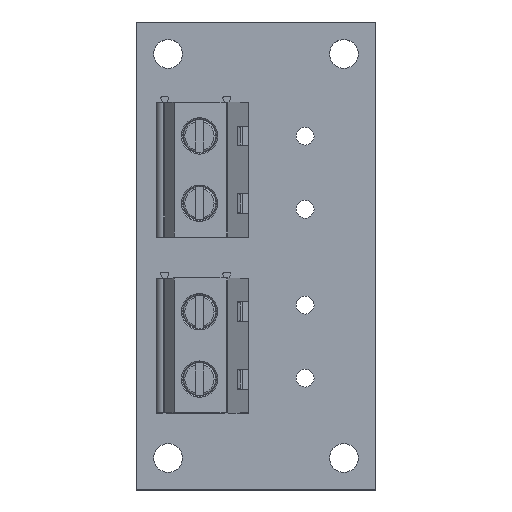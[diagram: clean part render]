
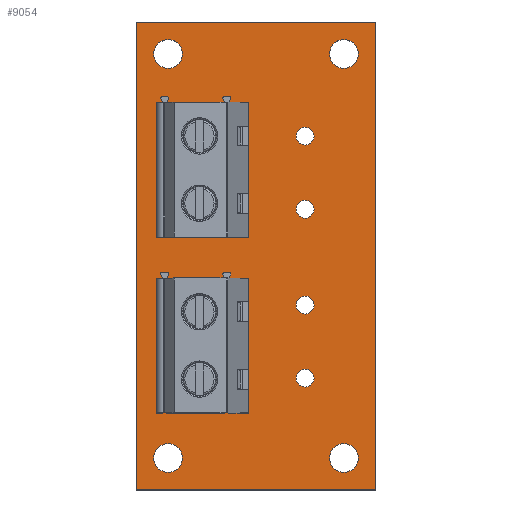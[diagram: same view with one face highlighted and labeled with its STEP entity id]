
A CAD part, top view. The second image highlights one B-rep face of the part: STEP entity #9054.
In plain terms, the highlighted planar face has unit normal (0, 0, 1).
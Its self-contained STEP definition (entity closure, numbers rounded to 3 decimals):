
#8810 = VERTEX_POINT('',#8811);
#8811 = CARTESIAN_POINT('',(13.335,-26.035,1.51));
#8817 = EDGE_CURVE('',#8810,#8818,#8820,.T.);
#8818 = VERTEX_POINT('',#8819);
#8819 = CARTESIAN_POINT('',(-13.335,-26.035,1.51));
#8820 = LINE('',#8821,#8822);
#8821 = CARTESIAN_POINT('',(13.335,-26.035,1.51));
#8822 = VECTOR('',#8823,1.);
#8823 = DIRECTION('',(-1.,0.,0.));
#8850 = VERTEX_POINT('',#8851);
#8851 = CARTESIAN_POINT('',(13.335,26.035,1.51));
#8857 = EDGE_CURVE('',#8850,#8810,#8858,.T.);
#8858 = LINE('',#8859,#8860);
#8859 = CARTESIAN_POINT('',(13.335,26.035,1.51));
#8860 = VECTOR('',#8861,1.);
#8861 = DIRECTION('',(0.,-1.,0.));
#8879 = EDGE_CURVE('',#8818,#8880,#8882,.T.);
#8880 = VERTEX_POINT('',#8881);
#8881 = CARTESIAN_POINT('',(-13.335,26.035,1.51));
#8882 = LINE('',#8883,#8884);
#8883 = CARTESIAN_POINT('',(-13.335,-26.035,1.51));
#8884 = VECTOR('',#8885,1.);
#8885 = DIRECTION('',(0.,1.,0.));
#9054 = ADVANCED_FACE('',(#9055,#9066,#9077,#9088,#9099,#9110,#9121,
    #9132,#9143,#9154,#9165,#9176,#9187),#9198,.T.);
#9055 = FACE_BOUND('',#9056,.T.);
#9056 = EDGE_LOOP('',(#9057,#9058,#9059,#9065));
#9057 = ORIENTED_EDGE('',*,*,#8817,.F.);
#9058 = ORIENTED_EDGE('',*,*,#8857,.F.);
#9059 = ORIENTED_EDGE('',*,*,#9060,.F.);
#9060 = EDGE_CURVE('',#8880,#8850,#9061,.T.);
#9061 = LINE('',#9062,#9063);
#9062 = CARTESIAN_POINT('',(-13.335,26.035,1.51));
#9063 = VECTOR('',#9064,1.);
#9064 = DIRECTION('',(1.,0.,0.));
#9065 = ORIENTED_EDGE('',*,*,#8879,.F.);
#9066 = FACE_BOUND('',#9067,.T.);
#9067 = EDGE_LOOP('',(#9068));
#9068 = ORIENTED_EDGE('',*,*,#9069,.T.);
#9069 = EDGE_CURVE('',#9070,#9070,#9072,.T.);
#9070 = VERTEX_POINT('',#9071);
#9071 = CARTESIAN_POINT('',(-9.779,-24.079,1.51));
#9072 = CIRCLE('',#9073,1.6);
#9073 = AXIS2_PLACEMENT_3D('',#9074,#9075,#9076);
#9074 = CARTESIAN_POINT('',(-9.779,-22.479,1.51));
#9075 = DIRECTION('',(-0.,0.,-1.));
#9076 = DIRECTION('',(-0.,-1.,0.));
#9077 = FACE_BOUND('',#9078,.T.);
#9078 = EDGE_LOOP('',(#9079));
#9079 = ORIENTED_EDGE('',*,*,#9080,.T.);
#9080 = EDGE_CURVE('',#9081,#9081,#9083,.T.);
#9081 = VERTEX_POINT('',#9082);
#9082 = CARTESIAN_POINT('',(-5.969,-14.523,1.51));
#9083 = CIRCLE('',#9084,0.8);
#9084 = AXIS2_PLACEMENT_3D('',#9085,#9086,#9087);
#9085 = CARTESIAN_POINT('',(-5.969,-13.723,1.51));
#9086 = DIRECTION('',(-0.,0.,-1.));
#9087 = DIRECTION('',(0.,-1.,0.));
#9088 = FACE_BOUND('',#9089,.T.);
#9089 = EDGE_LOOP('',(#9090));
#9090 = ORIENTED_EDGE('',*,*,#9091,.T.);
#9091 = EDGE_CURVE('',#9092,#9092,#9094,.T.);
#9092 = VERTEX_POINT('',#9093);
#9093 = CARTESIAN_POINT('',(-5.969,-7.023,1.51));
#9094 = CIRCLE('',#9095,0.8);
#9095 = AXIS2_PLACEMENT_3D('',#9096,#9097,#9098);
#9096 = CARTESIAN_POINT('',(-5.969,-6.223,1.51));
#9097 = DIRECTION('',(-0.,0.,-1.));
#9098 = DIRECTION('',(0.,-1.,0.));
#9099 = FACE_BOUND('',#9100,.T.);
#9100 = EDGE_LOOP('',(#9101));
#9101 = ORIENTED_EDGE('',*,*,#9102,.T.);
#9102 = EDGE_CURVE('',#9103,#9103,#9105,.T.);
#9103 = VERTEX_POINT('',#9104);
#9104 = CARTESIAN_POINT('',(5.461,-14.589,1.51));
#9105 = CIRCLE('',#9106,1.);
#9106 = AXIS2_PLACEMENT_3D('',#9107,#9108,#9109);
#9107 = CARTESIAN_POINT('',(5.461,-13.589,1.51));
#9108 = DIRECTION('',(-0.,0.,-1.));
#9109 = DIRECTION('',(-0.,-1.,0.));
#9110 = FACE_BOUND('',#9111,.T.);
#9111 = EDGE_LOOP('',(#9112));
#9112 = ORIENTED_EDGE('',*,*,#9113,.T.);
#9113 = EDGE_CURVE('',#9114,#9114,#9116,.T.);
#9114 = VERTEX_POINT('',#9115);
#9115 = CARTESIAN_POINT('',(9.779,-24.079,1.51));
#9116 = CIRCLE('',#9117,1.6);
#9117 = AXIS2_PLACEMENT_3D('',#9118,#9119,#9120);
#9118 = CARTESIAN_POINT('',(9.779,-22.479,1.51));
#9119 = DIRECTION('',(-0.,0.,-1.));
#9120 = DIRECTION('',(-0.,-1.,0.));
#9121 = FACE_BOUND('',#9122,.T.);
#9122 = EDGE_LOOP('',(#9123));
#9123 = ORIENTED_EDGE('',*,*,#9124,.T.);
#9124 = EDGE_CURVE('',#9125,#9125,#9127,.T.);
#9125 = VERTEX_POINT('',#9126);
#9126 = CARTESIAN_POINT('',(5.461,-6.461,1.51));
#9127 = CIRCLE('',#9128,1.);
#9128 = AXIS2_PLACEMENT_3D('',#9129,#9130,#9131);
#9129 = CARTESIAN_POINT('',(5.461,-5.461,1.51));
#9130 = DIRECTION('',(-0.,0.,-1.));
#9131 = DIRECTION('',(-0.,-1.,0.));
#9132 = FACE_BOUND('',#9133,.T.);
#9133 = EDGE_LOOP('',(#9134));
#9134 = ORIENTED_EDGE('',*,*,#9135,.T.);
#9135 = EDGE_CURVE('',#9136,#9136,#9138,.T.);
#9136 = VERTEX_POINT('',#9137);
#9137 = CARTESIAN_POINT('',(-5.969,5.035,1.51));
#9138 = CIRCLE('',#9139,0.8);
#9139 = AXIS2_PLACEMENT_3D('',#9140,#9141,#9142);
#9140 = CARTESIAN_POINT('',(-5.969,5.835,1.51));
#9141 = DIRECTION('',(-0.,0.,-1.));
#9142 = DIRECTION('',(0.,-1.,0.));
#9143 = FACE_BOUND('',#9144,.T.);
#9144 = EDGE_LOOP('',(#9145));
#9145 = ORIENTED_EDGE('',*,*,#9146,.T.);
#9146 = EDGE_CURVE('',#9147,#9147,#9149,.T.);
#9147 = VERTEX_POINT('',#9148);
#9148 = CARTESIAN_POINT('',(-5.969,12.535,1.51));
#9149 = CIRCLE('',#9150,0.8);
#9150 = AXIS2_PLACEMENT_3D('',#9151,#9152,#9153);
#9151 = CARTESIAN_POINT('',(-5.969,13.335,1.51));
#9152 = DIRECTION('',(-0.,0.,-1.));
#9153 = DIRECTION('',(0.,-1.,0.));
#9154 = FACE_BOUND('',#9155,.T.);
#9155 = EDGE_LOOP('',(#9156));
#9156 = ORIENTED_EDGE('',*,*,#9157,.T.);
#9157 = EDGE_CURVE('',#9158,#9158,#9160,.T.);
#9158 = VERTEX_POINT('',#9159);
#9159 = CARTESIAN_POINT('',(-9.779,20.879,1.51));
#9160 = CIRCLE('',#9161,1.6);
#9161 = AXIS2_PLACEMENT_3D('',#9162,#9163,#9164);
#9162 = CARTESIAN_POINT('',(-9.779,22.479,1.51));
#9163 = DIRECTION('',(-0.,0.,-1.));
#9164 = DIRECTION('',(-0.,-1.,0.));
#9165 = FACE_BOUND('',#9166,.T.);
#9166 = EDGE_LOOP('',(#9167));
#9167 = ORIENTED_EDGE('',*,*,#9168,.T.);
#9168 = EDGE_CURVE('',#9169,#9169,#9171,.T.);
#9169 = VERTEX_POINT('',#9170);
#9170 = CARTESIAN_POINT('',(5.461,4.207,1.51));
#9171 = CIRCLE('',#9172,1.);
#9172 = AXIS2_PLACEMENT_3D('',#9173,#9174,#9175);
#9173 = CARTESIAN_POINT('',(5.461,5.207,1.51));
#9174 = DIRECTION('',(-0.,0.,-1.));
#9175 = DIRECTION('',(-0.,-1.,0.));
#9176 = FACE_BOUND('',#9177,.T.);
#9177 = EDGE_LOOP('',(#9178));
#9178 = ORIENTED_EDGE('',*,*,#9179,.T.);
#9179 = EDGE_CURVE('',#9180,#9180,#9182,.T.);
#9180 = VERTEX_POINT('',#9181);
#9181 = CARTESIAN_POINT('',(5.461,12.335,1.51));
#9182 = CIRCLE('',#9183,1.);
#9183 = AXIS2_PLACEMENT_3D('',#9184,#9185,#9186);
#9184 = CARTESIAN_POINT('',(5.461,13.335,1.51));
#9185 = DIRECTION('',(-0.,0.,-1.));
#9186 = DIRECTION('',(-0.,-1.,0.));
#9187 = FACE_BOUND('',#9188,.T.);
#9188 = EDGE_LOOP('',(#9189));
#9189 = ORIENTED_EDGE('',*,*,#9190,.T.);
#9190 = EDGE_CURVE('',#9191,#9191,#9193,.T.);
#9191 = VERTEX_POINT('',#9192);
#9192 = CARTESIAN_POINT('',(9.779,20.879,1.51));
#9193 = CIRCLE('',#9194,1.6);
#9194 = AXIS2_PLACEMENT_3D('',#9195,#9196,#9197);
#9195 = CARTESIAN_POINT('',(9.779,22.479,1.51));
#9196 = DIRECTION('',(-0.,0.,-1.));
#9197 = DIRECTION('',(-0.,-1.,0.));
#9198 = PLANE('',#9199);
#9199 = AXIS2_PLACEMENT_3D('',#9200,#9201,#9202);
#9200 = CARTESIAN_POINT('',(0.,0.,1.51));
#9201 = DIRECTION('',(0.,0.,1.));
#9202 = DIRECTION('',(1.,0.,-0.));
